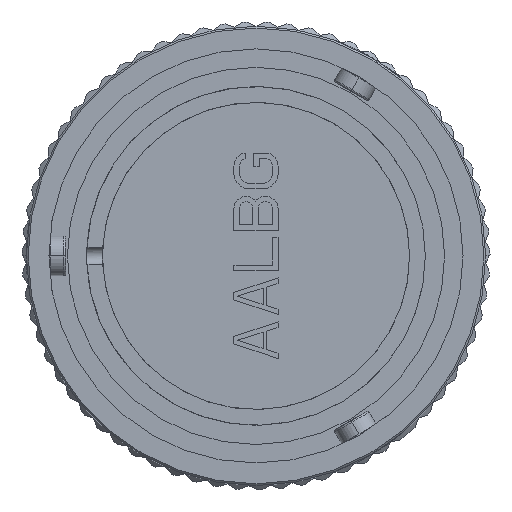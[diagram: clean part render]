
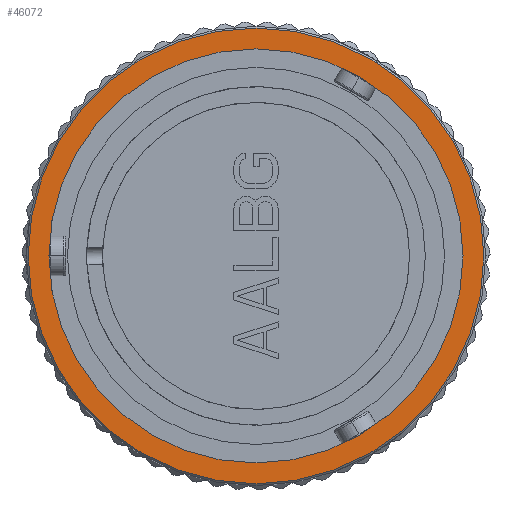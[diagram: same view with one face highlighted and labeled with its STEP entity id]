
A CAD part, left-side view. The second image highlights one B-rep face of the part: STEP entity #46072.
In plain terms, the highlighted planar face has unit normal (-1, 0, 0).
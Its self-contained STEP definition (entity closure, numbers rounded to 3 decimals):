
#4129=CARTESIAN_POINT('',(7.15,0.,0.));
#4130=DIRECTION('',(-1.,0.,0.));
#4131=DIRECTION('',(0.,1.,0.));
#4132=AXIS2_PLACEMENT_3D('',#4129,#4130,#4131);
#4142=CARTESIAN_POINT('',(7.15,0.,0.));
#4143=DIRECTION('',(1.,0.,0.));
#4144=DIRECTION('',(0.,1.,0.));
#4145=AXIS2_PLACEMENT_3D('',#4142,#4143,#4144);
#4147=CARTESIAN_POINT('',(7.15,0.,0.));
#4148=DIRECTION('',(1.,0.,0.));
#4149=DIRECTION('',(0.,1.,0.));
#4150=AXIS2_PLACEMENT_3D('',#4147,#4148,#4149);
#4152=CARTESIAN_POINT('',(7.15,0.,0.));
#4153=DIRECTION('',(-1.,0.,0.));
#4154=DIRECTION('',(0.,1.,0.));
#4155=AXIS2_PLACEMENT_3D('',#4152,#4153,#4154);
#38820=CARTESIAN_POINT('',(7.15,23.51,0.));
#38821=CARTESIAN_POINT('',(7.15,-23.51,0.));
#38822=VERTEX_POINT('',#38820);
#38823=VERTEX_POINT('',#38821);
#39500=CARTESIAN_POINT('',(7.15,25.875,0.));
#39501=VERTEX_POINT('',#39500);
#39502=CARTESIAN_POINT('',(7.15,-25.875,0.));
#39503=VERTEX_POINT('',#39502);
#46057=CARTESIAN_POINT('',(7.15,0.,0.));
#46058=DIRECTION('',(-1.,0.,0.));
#46059=DIRECTION('',(0.,-1.,0.));
#46060=AXIS2_PLACEMENT_3D('',#46057,#46058,#46059);
#46061=PLANE('939',#46060);
#46062=ORIENTED_EDGE('9149',*,*,#46022,.F.);
#46063=ORIENTED_EDGE('9151',*,*,#46045,.T.);
#46064=EDGE_LOOP('939',(#46062,#46063));
#46065=FACE_OUTER_BOUND('939',#46064,.F.);
#46067=ORIENTED_EDGE('8650',*,*,#46066,.F.);
#46069=ORIENTED_EDGE('8648',*,*,#46068,.T.);
#46070=EDGE_LOOP('939',(#46067,#46069));
#46071=FACE_BOUND('939',#46070,.F.);
#4133=CIRCLE('9149',#4132,25.875);
#4146=CIRCLE('9151',#4145,25.875);
#4151=CIRCLE('8650',#4150,23.51);
#4156=CIRCLE('8648',#4155,23.51);
#46022=EDGE_CURVE('9149',#39501,#39503,#4133,.T.);
#46045=EDGE_CURVE('9151',#39501,#39503,#4146,.T.);
#46066=EDGE_CURVE('8650',#38822,#38823,#4151,.T.);
#46068=EDGE_CURVE('8648',#38822,#38823,#4156,.T.);
#46072=ADVANCED_FACE('939',(#46065,#46071),#46061,.T.);
